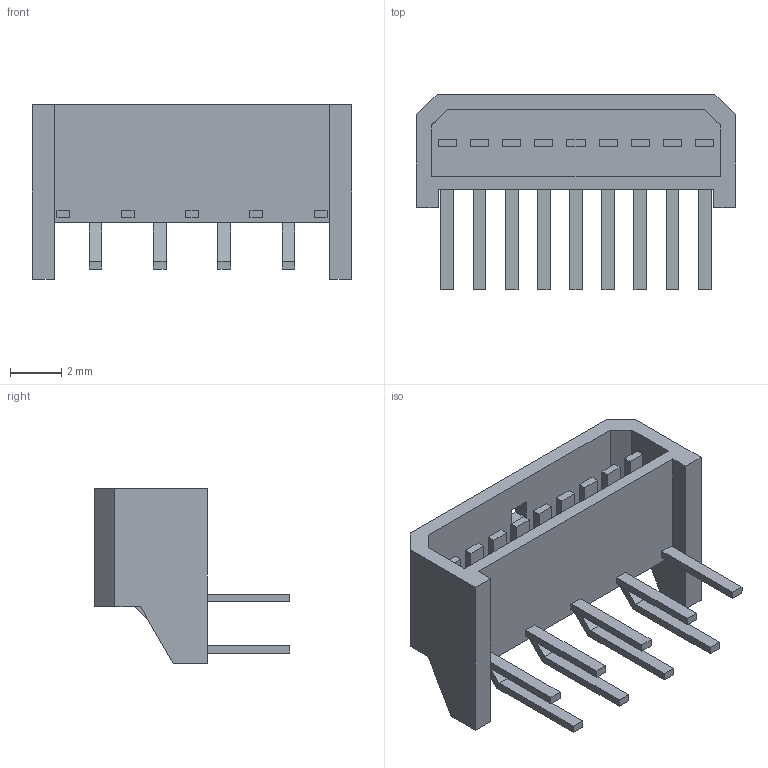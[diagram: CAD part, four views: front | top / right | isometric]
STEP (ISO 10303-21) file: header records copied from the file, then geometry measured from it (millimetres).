
FILE_DESCRIPTION (( 'STEP AP214' ), '1' );
FILE_NAME ('09PSL-JE.STEP', '2010-06-25T00:33:26', ( ' ' ), ( ' ' ), 'SwSTEP 2.0', 'SolidWorks 2005235', '' );
FILE_SCHEMA (( 'AUTOMOTIVE_DESIGN' ));
Length unit declared in the file: millimetre
Products named in the file (1): 09PSL-JE
Bounding box: 12.4 x 7.6 x 6.8 mm (x, y, z)
Volume: 148.3 mm3; surface area: 465.3 mm2
Topology: 1 solids, 1 shells, 125 faces, 312 edges, 208 vertices
Faces by surface type: plane 125
Entity records: 5048 total; most frequent: CARTESIAN_POINT 646, ORIENTED_EDGE 624, DIRECTION 564, EDGE_CURVE 312, VECTOR 312, LINE 312, VERTEX_POINT 208, EDGE_LOOP 146
